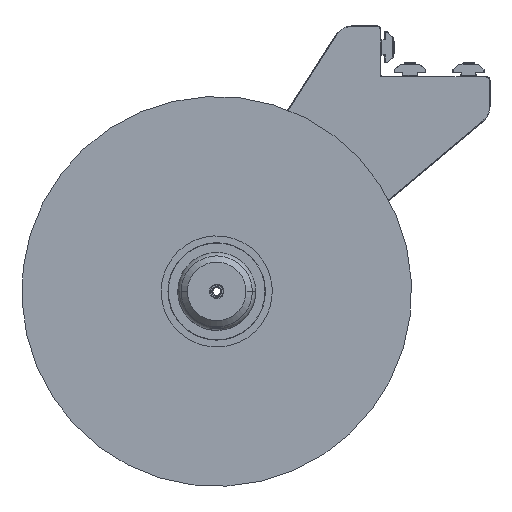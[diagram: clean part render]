
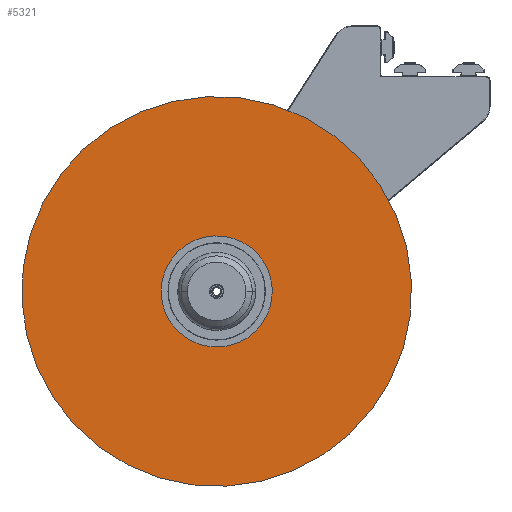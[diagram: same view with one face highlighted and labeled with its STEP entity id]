
A CAD part, left-side view. The second image highlights one B-rep face of the part: STEP entity #5321.
In plain terms, the highlighted face is planar.
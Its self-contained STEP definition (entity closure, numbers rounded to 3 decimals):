
#1096 = CARTESIAN_POINT ( 'NONE',  ( 0., 0., 34. ) ) ;
#1123 = EDGE_LOOP ( 'NONE', ( #8886, #10864 ) ) ;
#1586 = AXIS2_PLACEMENT_3D ( 'NONE', #12036, #11179, #2588 ) ;
#2250 = ORIENTED_EDGE ( 'NONE', *, *, #7390, .T. ) ;
#2259 = DIRECTION ( 'NONE',  ( 0., 0., 1. ) ) ;
#2395 = PLANE ( 'NONE',  #5534 ) ;
#2509 = CIRCLE ( 'NONE', #4122, 28.5 ) ;
#2588 = DIRECTION ( 'NONE',  ( 1., 0., 0. ) ) ;
#3026 = VERTEX_POINT ( 'NONE', #8848 ) ;
#3039 = ORIENTED_EDGE ( 'NONE', *, *, #9029, .T. ) ;
#3403 = CARTESIAN_POINT ( 'NONE',  ( 0., 0., 34. ) ) ;
#4122 = AXIS2_PLACEMENT_3D ( 'NONE', #5099, #6054, #9866 ) ;
#4156 = EDGE_CURVE ( 'NONE', #8231, #9779, #2509, .T. ) ;
#4851 = EDGE_LOOP ( 'NONE', ( #3039, #2250 ) ) ;
#4919 = CIRCLE ( 'NONE', #11125, 100. ) ;
#5099 = CARTESIAN_POINT ( 'NONE',  ( 0., 0., 34. ) ) ;
#5210 = FACE_OUTER_BOUND ( 'NONE', #4851, .T. ) ;
#5321 = ADVANCED_FACE ( 'NONE', ( #5210, #9081 ), #2395, .T. ) ;
#5380 = AXIS2_PLACEMENT_3D ( 'NONE', #1096, #2259, #5855 ) ;
#5534 = AXIS2_PLACEMENT_3D ( 'NONE', #3403, #6226, #7262 ) ;
#5855 = DIRECTION ( 'NONE',  ( 1., 0., 0. ) ) ;
#6054 = DIRECTION ( 'NONE',  ( 0., 0., 1. ) ) ;
#6226 = DIRECTION ( 'NONE',  ( 0., 0., 1. ) ) ;
#6239 = CARTESIAN_POINT ( 'NONE',  ( -100., 0., 34. ) ) ;
#6451 = CARTESIAN_POINT ( 'NONE',  ( 0., 0., 34. ) ) ;
#6599 = CIRCLE ( 'NONE', #1586, 100. ) ;
#7262 = DIRECTION ( 'NONE',  ( 1., 0., 0. ) ) ;
#7390 = EDGE_CURVE ( 'NONE', #3026, #11258, #6599, .T. ) ;
#8231 = VERTEX_POINT ( 'NONE', #8782 ) ;
#8259 = EDGE_CURVE ( 'NONE', #9779, #8231, #10997, .T. ) ;
#8329 = CARTESIAN_POINT ( 'NONE',  ( -28.5, 0., 34. ) ) ;
#8782 = CARTESIAN_POINT ( 'NONE',  ( 28.5, 0., 34. ) ) ;
#8848 = CARTESIAN_POINT ( 'NONE',  ( 100., 0., 34. ) ) ;
#8886 = ORIENTED_EDGE ( 'NONE', *, *, #8259, .F. ) ;
#9029 = EDGE_CURVE ( 'NONE', #11258, #3026, #4919, .T. ) ;
#9081 = FACE_BOUND ( 'NONE', #1123, .T. ) ;
#9311 = DIRECTION ( 'NONE',  ( 0., 0., 1. ) ) ;
#9779 = VERTEX_POINT ( 'NONE', #8329 ) ;
#9866 = DIRECTION ( 'NONE',  ( 1., 0., 0. ) ) ;
#10260 = DIRECTION ( 'NONE',  ( 1., 0., 0. ) ) ;
#10864 = ORIENTED_EDGE ( 'NONE', *, *, #4156, .F. ) ;
#10997 = CIRCLE ( 'NONE', #5380, 28.5 ) ;
#11125 = AXIS2_PLACEMENT_3D ( 'NONE', #6451, #9311, #10260 ) ;
#11179 = DIRECTION ( 'NONE',  ( 0., 0., 1. ) ) ;
#11258 = VERTEX_POINT ( 'NONE', #6239 ) ;
#12036 = CARTESIAN_POINT ( 'NONE',  ( 0., 0., 34. ) ) ;
